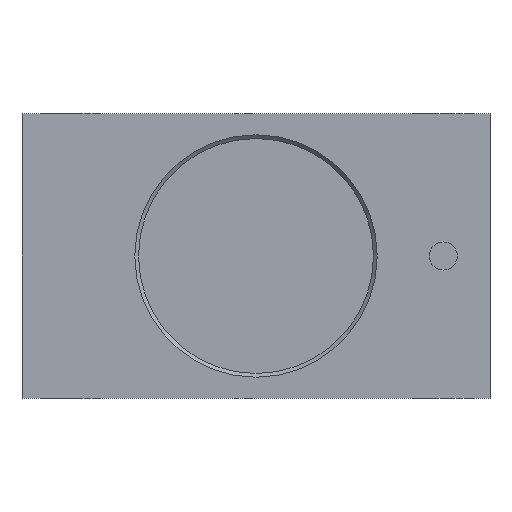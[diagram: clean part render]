
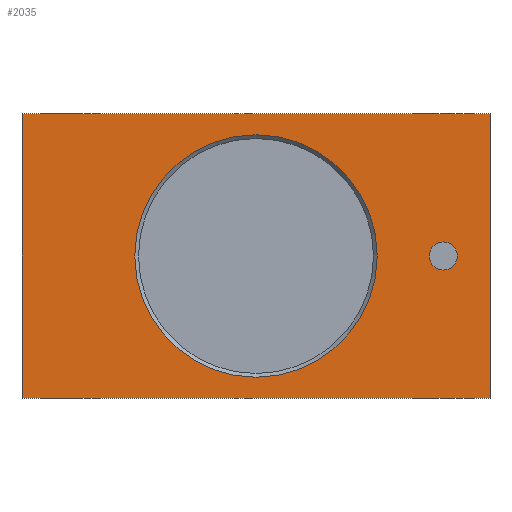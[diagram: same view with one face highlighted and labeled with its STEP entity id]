
A CAD part, front view. The second image highlights one B-rep face of the part: STEP entity #2035.
In plain terms, the highlighted planar face has unit normal (0, -1, 0).
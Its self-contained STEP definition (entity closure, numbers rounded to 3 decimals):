
#209=LINE('',#3414,#334);
#210=LINE('',#3417,#335);
#211=LINE('',#3419,#336);
#212=LINE('',#3421,#337);
#334=VECTOR('',#2548,1000.);
#335=VECTOR('',#2549,1000.);
#336=VECTOR('',#2550,1000.);
#337=VECTOR('',#2551,1000.);
#600=ORIENTED_EDGE('',*,*,#1121,.F.);
#601=ORIENTED_EDGE('',*,*,#1122,.F.);
#602=ORIENTED_EDGE('',*,*,#1123,.T.);
#603=ORIENTED_EDGE('',*,*,#1124,.F.);
#604=ORIENTED_EDGE('',*,*,#1125,.F.);
#605=ORIENTED_EDGE('',*,*,#1126,.T.);
#1121=EDGE_CURVE('',#1381,#1381,#1508,.T.);
#1122=EDGE_CURVE('',#1382,#1382,#1509,.T.);
#1123=EDGE_CURVE('',#1383,#1384,#209,.T.);
#1124=EDGE_CURVE('',#1385,#1384,#210,.T.);
#1125=EDGE_CURVE('',#1386,#1385,#211,.T.);
#1126=EDGE_CURVE('',#1386,#1383,#212,.T.);
#1381=VERTEX_POINT('',#3411);
#1382=VERTEX_POINT('',#3413);
#1383=VERTEX_POINT('',#3415);
#1384=VERTEX_POINT('',#3416);
#1385=VERTEX_POINT('',#3418);
#1386=VERTEX_POINT('',#3420);
#1508=CIRCLE('',#2213,12.95);
#1509=CIRCLE('',#2214,1.5);
#1615=EDGE_LOOP('',(#600));
#1616=EDGE_LOOP('',(#601));
#1617=EDGE_LOOP('',(#602,#603,#604,#605));
#1799=FACE_BOUND('',#1615,.T.);
#1800=FACE_BOUND('',#1616,.T.);
#1801=FACE_BOUND('',#1617,.T.);
#1952=PLANE('',#2212);
#2035=ADVANCED_FACE('',(#1799,#1800,#1801),#1952,.F.);
#2212=AXIS2_PLACEMENT_3D('',#3409,#2542,#2543);
#2213=AXIS2_PLACEMENT_3D('',#3410,#2544,#2545);
#2214=AXIS2_PLACEMENT_3D('',#3412,#2546,#2547);
#2542=DIRECTION('',(0.,1.,0.));
#2543=DIRECTION('',(0.,0.,1.));
#2544=DIRECTION('',(0.,-1.,0.));
#2545=DIRECTION('',(0.,0.,-1.));
#2546=DIRECTION('',(0.,-1.,0.));
#2547=DIRECTION('',(0.,0.,-1.));
#2548=DIRECTION('',(1.,0.,0.));
#2549=DIRECTION('',(0.,0.,-1.));
#2550=DIRECTION('',(1.,0.,0.));
#2551=DIRECTION('',(0.,0.,-1.));
#3409=CARTESIAN_POINT('',(-25.,0.,15.2));
#3410=CARTESIAN_POINT('',(0.,0.,0.));
#3411=CARTESIAN_POINT('',(0.,0.,-12.95));
#3412=CARTESIAN_POINT('',(20.,0.,0.));
#3413=CARTESIAN_POINT('',(20.,0.,-1.5));
#3414=CARTESIAN_POINT('',(-25.,0.,-15.2));
#3415=CARTESIAN_POINT('',(-25.,0.,-15.2));
#3416=CARTESIAN_POINT('',(25.,0.,-15.2));
#3417=CARTESIAN_POINT('',(25.,0.,15.2));
#3418=CARTESIAN_POINT('',(25.,0.,15.2));
#3419=CARTESIAN_POINT('',(-25.,0.,15.2));
#3420=CARTESIAN_POINT('',(-25.,0.,15.2));
#3421=CARTESIAN_POINT('',(-25.,0.,15.2));
